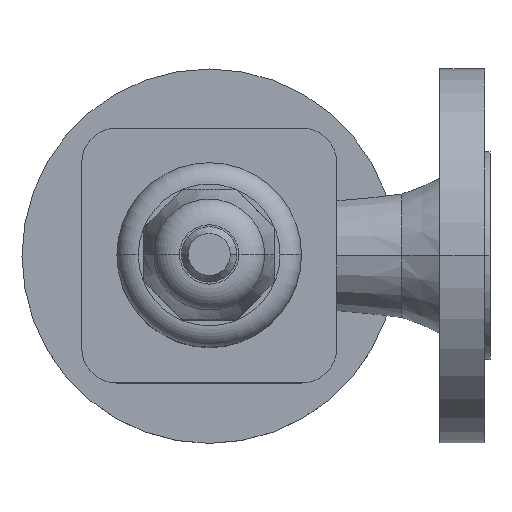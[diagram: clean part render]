
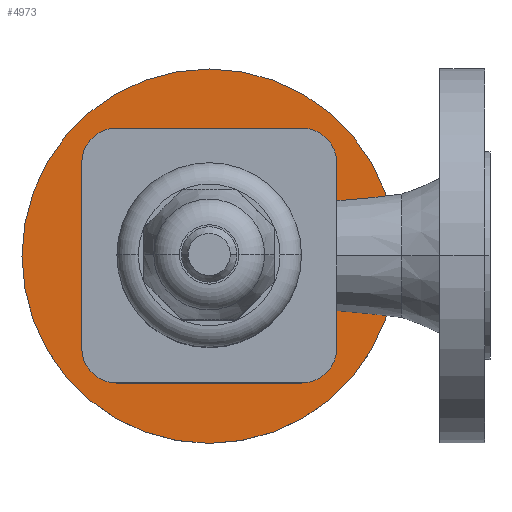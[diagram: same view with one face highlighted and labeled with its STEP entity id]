
A CAD part, top view. The second image highlights one B-rep face of the part: STEP entity #4973.
In plain terms, the highlighted planar face has unit normal (0, 0, 1).
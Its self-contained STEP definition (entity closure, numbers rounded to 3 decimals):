
#2220=CARTESIAN_POINT('',(70.,-0.,18.8));
#2221=VERTEX_POINT('',#2220);
#2228=CARTESIAN_POINT('',(-70.,0.,18.8));
#2229=VERTEX_POINT('',#2228);
#2230=CARTESIAN_POINT('',(0.,-0.,18.8));
#2231=DIRECTION('',(-0.,0.,-1.));
#2232=DIRECTION('',(-1.,0.,0.));
#2233=AXIS2_PLACEMENT_3D('',#2230,#2231,#2232);
#2234=CIRCLE('',#2233,70.);
#2235=EDGE_CURVE('',#2221,#2229,#2234,.T.);
#2251=CARTESIAN_POINT('',(29.,0.,18.8));
#2252=VERTEX_POINT('',#2251);
#2253=CARTESIAN_POINT('',(-29.,-0.,18.8));
#2254=VERTEX_POINT('',#2253);
#2255=CARTESIAN_POINT('',(0.,-0.,18.8));
#2256=DIRECTION('',(0.,0.,-1.));
#2257=DIRECTION('',(-1.,0.,0.));
#2258=AXIS2_PLACEMENT_3D('',#2255,#2256,#2257);
#2259=CIRCLE('',#2258,29.);
#2260=EDGE_CURVE('',#2252,#2254,#2259,.T.);
#4125=CARTESIAN_POINT('',(44.355,35.355,18.8));
#4126=VERTEX_POINT('',#4125);
#4133=CARTESIAN_POINT('',(26.355,35.355,18.8));
#4134=VERTEX_POINT('',#4133);
#4135=CARTESIAN_POINT('',(35.355,35.355,18.8));
#4136=DIRECTION('',(0.,0.,-1.));
#4137=DIRECTION('',(1.,0.,0.));
#4138=AXIS2_PLACEMENT_3D('',#4135,#4136,#4137);
#4139=CIRCLE('',#4138,9.);
#4140=EDGE_CURVE('',#4134,#4126,#4139,.T.);
#4167=CARTESIAN_POINT('',(44.355,-35.355,18.8));
#4168=VERTEX_POINT('',#4167);
#4175=CARTESIAN_POINT('',(26.355,-35.355,18.8));
#4176=VERTEX_POINT('',#4175);
#4177=CARTESIAN_POINT('',(35.355,-35.355,18.8));
#4178=DIRECTION('',(0.,0.,-1.));
#4179=DIRECTION('',(1.,0.,0.));
#4180=AXIS2_PLACEMENT_3D('',#4177,#4178,#4179);
#4181=CIRCLE('',#4180,9.);
#4182=EDGE_CURVE('',#4176,#4168,#4181,.T.);
#4198=CARTESIAN_POINT('',(-44.355,-35.355,18.8));
#4199=VERTEX_POINT('',#4198);
#4200=CARTESIAN_POINT('',(-26.355,-35.355,18.8));
#4201=VERTEX_POINT('',#4200);
#4202=CARTESIAN_POINT('',(-35.355,-35.355,18.8));
#4203=DIRECTION('',(0.,0.,-1.));
#4204=DIRECTION('',(1.,0.,0.));
#4205=AXIS2_PLACEMENT_3D('',#4202,#4203,#4204);
#4206=CIRCLE('',#4205,9.);
#4207=EDGE_CURVE('',#4199,#4201,#4206,.T.);
#4251=CARTESIAN_POINT('',(-44.355,35.355,18.8));
#4252=VERTEX_POINT('',#4251);
#4259=CARTESIAN_POINT('',(-26.355,35.355,18.8));
#4260=VERTEX_POINT('',#4259);
#4261=CARTESIAN_POINT('',(-35.355,35.355,18.8));
#4262=DIRECTION('',(0.,0.,-1.));
#4263=DIRECTION('',(1.,0.,0.));
#4264=AXIS2_PLACEMENT_3D('',#4261,#4262,#4263);
#4265=CIRCLE('',#4264,9.);
#4266=EDGE_CURVE('',#4260,#4252,#4265,.T.);
#4908=CARTESIAN_POINT('',(-49.5,0.,18.8));
#4909=DIRECTION('',(0.,-0.,1.));
#4910=DIRECTION('',(1.,-0.,-0.));
#4911=AXIS2_PLACEMENT_3D('',#4908,#4909,#4910);
#4912=PLANE('',#4911);
#4913=ORIENTED_EDGE('',*,*,#4266,.T.);
#4914=CARTESIAN_POINT('',(-35.355,35.355,18.8));
#4915=DIRECTION('',(0.,0.,-1.));
#4916=DIRECTION('',(1.,0.,0.));
#4917=AXIS2_PLACEMENT_3D('',#4914,#4915,#4916);
#4918=CIRCLE('',#4917,9.);
#4919=EDGE_CURVE('',#4252,#4260,#4918,.T.);
#4920=ORIENTED_EDGE('',*,*,#4919,.T.);
#4921=EDGE_LOOP('',(#4913,#4920));
#4922=FACE_BOUND('',#4921,.T.);
#4923=ORIENTED_EDGE('',*,*,#4207,.T.);
#4924=CARTESIAN_POINT('',(-35.355,-35.355,18.8));
#4925=DIRECTION('',(0.,0.,-1.));
#4926=DIRECTION('',(1.,0.,0.));
#4927=AXIS2_PLACEMENT_3D('',#4924,#4925,#4926);
#4928=CIRCLE('',#4927,9.);
#4929=EDGE_CURVE('',#4201,#4199,#4928,.T.);
#4930=ORIENTED_EDGE('',*,*,#4929,.T.);
#4931=EDGE_LOOP('',(#4923,#4930));
#4932=FACE_BOUND('',#4931,.T.);
#4933=ORIENTED_EDGE('',*,*,#4182,.T.);
#4934=CARTESIAN_POINT('',(35.355,-35.355,18.8));
#4935=DIRECTION('',(0.,0.,-1.));
#4936=DIRECTION('',(1.,0.,0.));
#4937=AXIS2_PLACEMENT_3D('',#4934,#4935,#4936);
#4938=CIRCLE('',#4937,9.);
#4939=EDGE_CURVE('',#4168,#4176,#4938,.T.);
#4940=ORIENTED_EDGE('',*,*,#4939,.T.);
#4941=EDGE_LOOP('',(#4933,#4940));
#4942=FACE_BOUND('',#4941,.T.);
#4943=CARTESIAN_POINT('',(35.355,35.355,18.8));
#4944=DIRECTION('',(0.,0.,-1.));
#4945=DIRECTION('',(1.,0.,0.));
#4946=AXIS2_PLACEMENT_3D('',#4943,#4944,#4945);
#4947=CIRCLE('',#4946,9.);
#4948=EDGE_CURVE('',#4126,#4134,#4947,.T.);
#4949=ORIENTED_EDGE('',*,*,#4948,.T.);
#4950=ORIENTED_EDGE('',*,*,#4140,.T.);
#4951=EDGE_LOOP('',(#4949,#4950));
#4952=FACE_BOUND('',#4951,.T.);
#4953=ORIENTED_EDGE('',*,*,#2260,.T.);
#4954=CARTESIAN_POINT('',(0.,-0.,18.8));
#4955=DIRECTION('',(0.,0.,-1.));
#4956=DIRECTION('',(-1.,0.,0.));
#4957=AXIS2_PLACEMENT_3D('',#4954,#4955,#4956);
#4958=CIRCLE('',#4957,29.);
#4959=EDGE_CURVE('',#2254,#2252,#4958,.T.);
#4960=ORIENTED_EDGE('',*,*,#4959,.T.);
#4961=EDGE_LOOP('',(#4953,#4960));
#4962=FACE_BOUND('',#4961,.T.);
#4963=CARTESIAN_POINT('',(0.,-0.,18.8));
#4964=DIRECTION('',(-0.,0.,-1.));
#4965=DIRECTION('',(-1.,0.,0.));
#4966=AXIS2_PLACEMENT_3D('',#4963,#4964,#4965);
#4967=CIRCLE('',#4966,70.);
#4968=EDGE_CURVE('',#2229,#2221,#4967,.T.);
#4969=ORIENTED_EDGE('',*,*,#4968,.F.);
#4970=ORIENTED_EDGE('',*,*,#2235,.F.);
#4971=EDGE_LOOP('',(#4969,#4970));
#4972=FACE_BOUND('',#4971,.T.);
#4973=ADVANCED_FACE('',(#4922,#4932,#4942,#4952,#4962,#4972),#4912,.T.);
